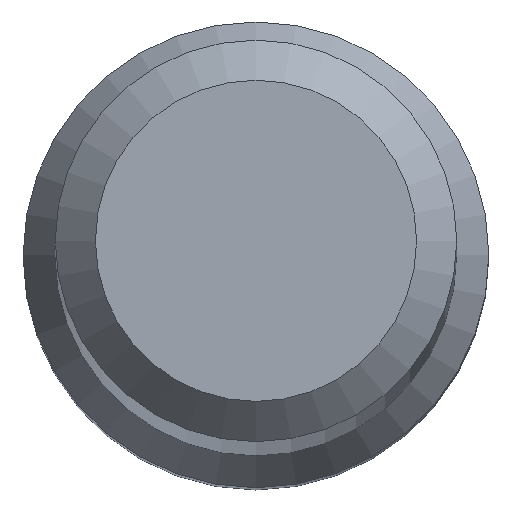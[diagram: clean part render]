
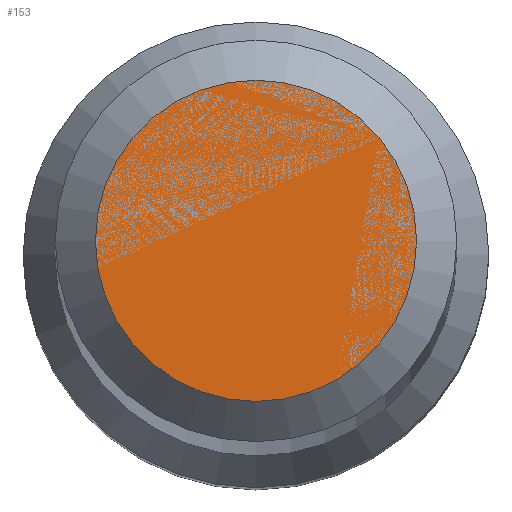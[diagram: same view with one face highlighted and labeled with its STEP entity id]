
A CAD part, top view. The second image highlights one B-rep face of the part: STEP entity #153.
In plain terms, the highlighted planar face has unit normal (0, 0, 1).
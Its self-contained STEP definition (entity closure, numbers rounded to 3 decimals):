
#40 = EDGE_CURVE ( 'NONE', #173, #173, #212, .T. ) ;
#92 = AXIS2_PLACEMENT_3D ( 'NONE', #143, #302, #229 ) ;
#113 = CARTESIAN_POINT ( 'NONE',  ( 0., 0., 70. ) ) ;
#139 = DIRECTION ( 'NONE',  ( 0., 0., -1. ) ) ;
#143 = CARTESIAN_POINT ( 'NONE',  ( 0., 0., 70. ) ) ;
#153 = ADVANCED_FACE ( 'NONE', ( #220 ), #183, .F. ) ;
#173 = VERTEX_POINT ( 'NONE', #235 ) ;
#183 = PLANE ( 'NONE',  #92 ) ;
#187 = DIRECTION ( 'NONE',  ( 0., 1., 0. ) ) ;
#212 = CIRCLE ( 'NONE', #246, 1.2 ) ;
#220 = FACE_OUTER_BOUND ( 'NONE', #265, .T. ) ;
#229 = DIRECTION ( 'NONE',  ( 0., 1., 0. ) ) ;
#235 = CARTESIAN_POINT ( 'NONE',  ( 0., 1.2, 70. ) ) ;
#243 = ORIENTED_EDGE ( 'NONE', *, *, #40, .F. ) ;
#246 = AXIS2_PLACEMENT_3D ( 'NONE', #113, #139, #187 ) ;
#265 = EDGE_LOOP ( 'NONE', ( #243 ) ) ;
#302 = DIRECTION ( 'NONE',  ( 0., 0., -1. ) ) ;
